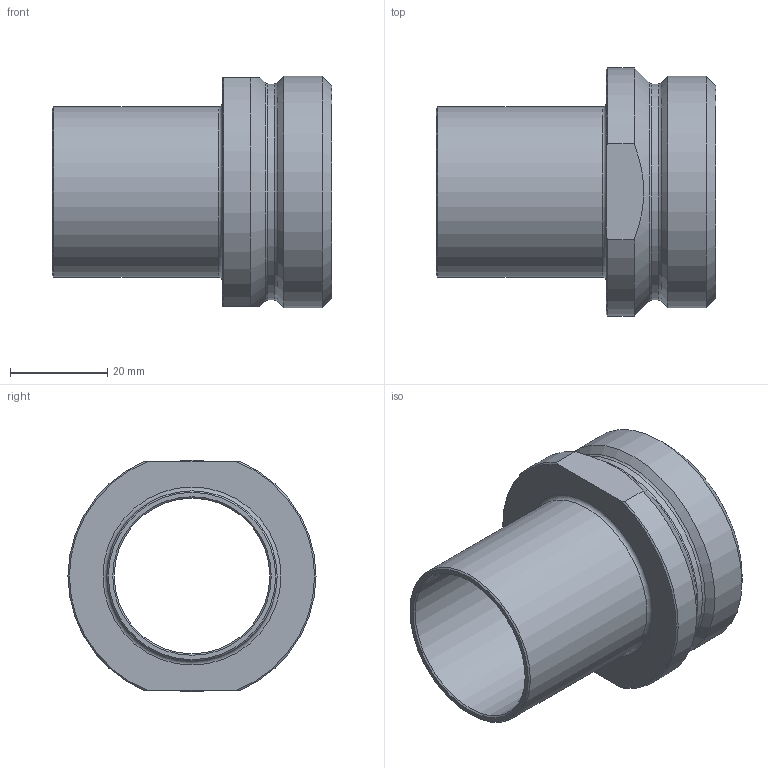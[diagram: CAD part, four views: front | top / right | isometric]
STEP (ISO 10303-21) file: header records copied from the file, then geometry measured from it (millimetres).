
FILE_DESCRIPTION(/* description */ (''),/* implementation_level */ '2;1');
FILE_NAME(/* name */ '3D_R666-PG-35-DN40_17113685.stp',/* time_stamp */ '2021-06-23T15:02:47+02:00',/* author */ ('cad'),/* organization */ (''),/* preprocessor_version */ 'ST-DEVELOPER v18.1',/* originating_system */ 'Autodesk Inventor 2022',/* authorisation */ '');
FILE_SCHEMA (('AUTOMOTIVE_DESIGN { 1 0 10303 214 3 1 1 }'));
Length unit declared in the file: millimetre
Products named in the file (1): 3D_R666-PG-35-DN40_17113685
Bounding box: 57.5 x 51 x 47.7 mm (x, y, z)
Volume: 27656 mm3; surface area: 15100.2 mm2
Topology: 1 solids, 1 shells, 22 faces, 57 edges, 38 vertices
Faces by surface type: cone 8, cylinder 6, plane 5, torus 3
Full cylindrical faces by diameter (mm): 32 x1, 35 x1, 44.4 x1, 47.7 x1
Entity records: 731 total; most frequent: CARTESIAN_POINT 134, DIRECTION 128, ORIENTED_EDGE 114, EDGE_CURVE 57, AXIS2_PLACEMENT_3D 56, VERTEX_POINT 38, CIRCLE 33, EDGE_LOOP 25
